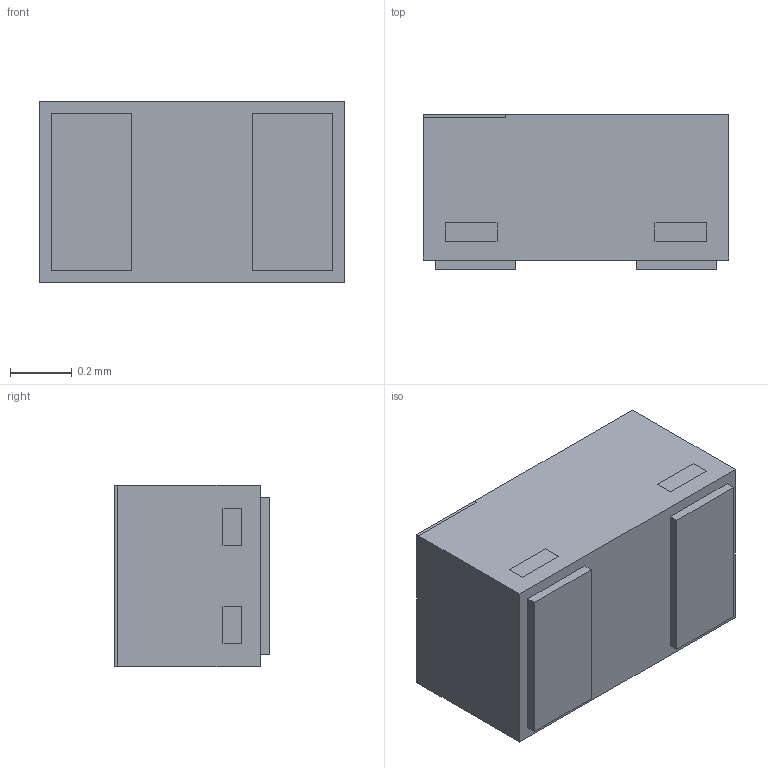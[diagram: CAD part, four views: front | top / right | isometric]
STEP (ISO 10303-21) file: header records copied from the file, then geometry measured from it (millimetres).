
FILE_DESCRIPTION (( 'STEP AP214' ), '1' );
FILE_NAME ('SOD882.STEP', '2020-09-27T06:43:41', ( '' ), ( '' ), 'SwSTEP 2.0', 'SolidWorks 2017', '' );
FILE_SCHEMA (( 'AUTOMOTIVE_DESIGN' ));
Length unit declared in the file: millimetre
Products named in the file (1): SOD882
Bounding box: 0.98 x 0.5 x 0.58 mm (x, y, z)
Volume: 0.3 mm3; surface area: 5.5 mm2
Topology: 5 solids, 5 shells, 86 faces, 246 edges, 164 vertices
Faces by surface type: plane 86
Entity records: 2856 total; most frequent: CARTESIAN_POINT 497, ORIENTED_EDGE 492, DIRECTION 420, EDGE_CURVE 246, VECTOR 246, LINE 246, VERTEX_POINT 164, EDGE_LOOP 98
